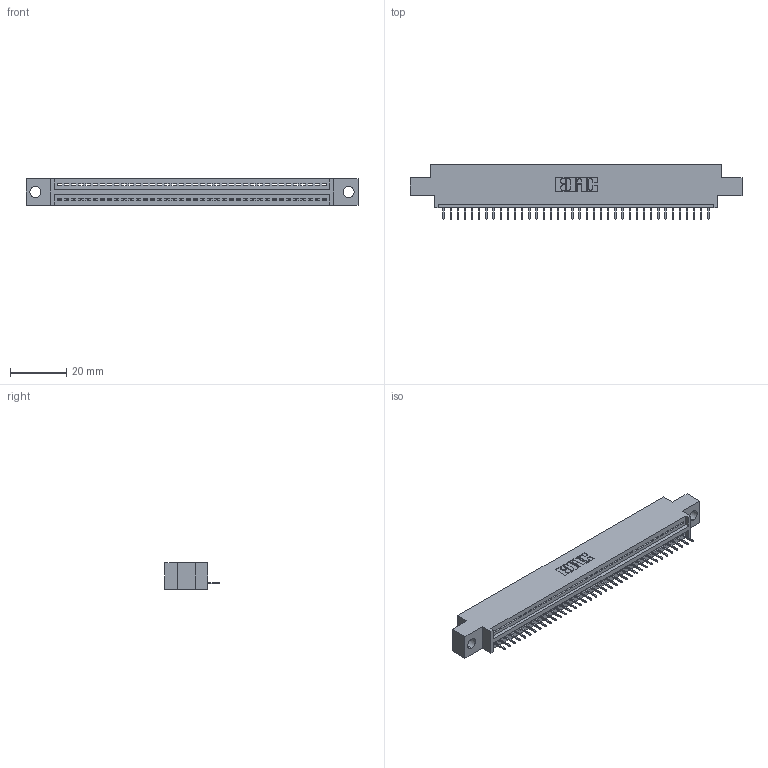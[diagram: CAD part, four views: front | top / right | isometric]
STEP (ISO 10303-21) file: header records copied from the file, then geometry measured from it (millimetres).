
FILE_DESCRIPTION (( 'STEP AP203' ), '1' );
FILE_NAME ('345-038-524-604.STEP', '2018-08-30T06:55:59', ( '' ), ( '' ), 'SwSTEP 2.0', 'SolidWorks 2016', '' );
FILE_SCHEMA (( 'CONFIG_CONTROL_DESIGN' ));
Length unit declared in the file: inch
Products named in the file (3): 345-038-524-604; 345 Part_0.170 Offset - 0.156 Dia-TH; 345-292-001_345-293-124
Assembly tree (39 placements, depth 2):
  345-038-524-604
    345 Part_0.170 Offset - 0.156 Dia-TH
    345-292-001_345-293-124  x38
Bounding box: 117.73 x 19.35 x 9.4 mm (x, y, z)
Volume: 10797.9 mm3; surface area: 13750.4 mm2
Topology: 39 solids, 39 shells, 2486 faces, 7193 edges, 4642 vertices
Faces by surface type: plane 1832, cylinder 654
Entity records: 29347 total; most frequent: CARTESIAN_POINT 5090, ORIENTED_EDGE 5062, DIRECTION 4451, EDGE_CURVE 2531, LINE 2251, VECTOR 2251, VERTEX_POINT 1682, AXIS2_PLACEMENT_3D 1100
